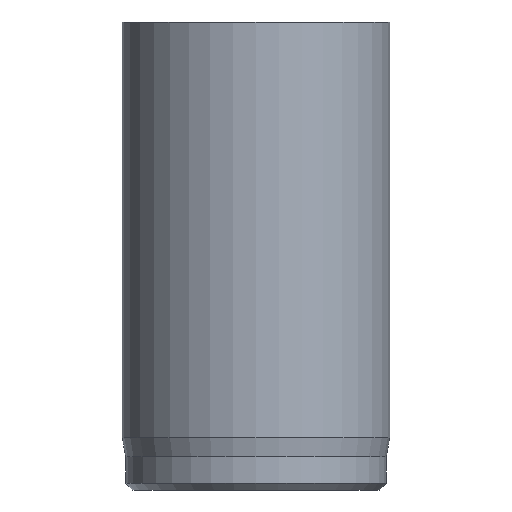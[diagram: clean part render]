
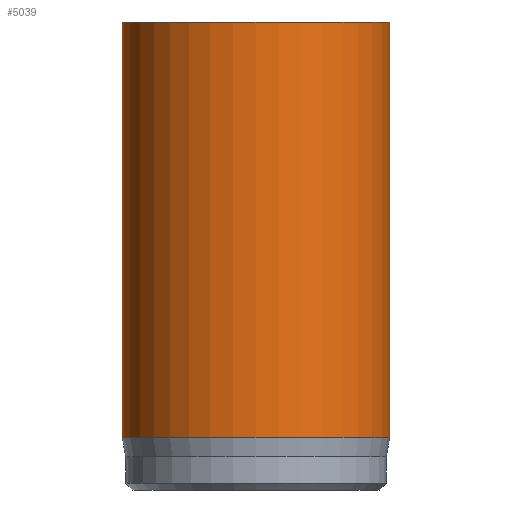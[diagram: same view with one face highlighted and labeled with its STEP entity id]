
A CAD part, front view. The second image highlights one B-rep face of the part: STEP entity #5039.
In plain terms, the highlighted cylindrical face has radius 4 mm (diameter 8 mm), a full revolution.
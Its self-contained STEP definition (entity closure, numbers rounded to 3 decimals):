
#31=CYLINDRICAL_SURFACE('',#5237,4.);
#45=CIRCLE('',#5212,4.);
#57=CIRCLE('',#5235,4.);
#58=CIRCLE('',#5236,4.);
#787=FACE_OUTER_BOUND('',#1079,.T.);
#1079=EDGE_LOOP('',(#4573,#4574,#4575,#4576,#4577));
#1494=LINE('',#9296,#1915);
#1915=VECTOR('',#5914,4.);
#2396=VERTEX_POINT('',#9249);
#2408=VERTEX_POINT('',#9290);
#2409=VERTEX_POINT('',#9291);
#3117=EDGE_CURVE('',#2396,#2396,#45,.T.);
#3135=EDGE_CURVE('',#2408,#2409,#57,.T.);
#3136=EDGE_CURVE('',#2409,#2408,#58,.T.);
#3138=EDGE_CURVE('',#2396,#2408,#1494,.T.);
#4573=ORIENTED_EDGE('',*,*,#3117,.T.);
#4574=ORIENTED_EDGE('',*,*,#3138,.T.);
#4575=ORIENTED_EDGE('',*,*,#3135,.T.);
#4576=ORIENTED_EDGE('',*,*,#3136,.T.);
#4577=ORIENTED_EDGE('',*,*,#3138,.F.);
#5039=ADVANCED_FACE('',(#787),#31,.T.);
#5212=AXIS2_PLACEMENT_3D('',#9250,#5855,#5856);
#5235=AXIS2_PLACEMENT_3D('',#9292,#5907,#5908);
#5236=AXIS2_PLACEMENT_3D('',#9293,#5909,#5910);
#5237=AXIS2_PLACEMENT_3D('',#9295,#5912,#5913);
#5855=DIRECTION('center_axis',(0.,0.,-1.));
#5856=DIRECTION('ref_axis',(-1.,0.,0.));
#5907=DIRECTION('center_axis',(0.,0.,1.));
#5908=DIRECTION('ref_axis',(-1.,0.,0.));
#5909=DIRECTION('center_axis',(0.,0.,1.));
#5910=DIRECTION('ref_axis',(-1.,0.,0.));
#5912=DIRECTION('center_axis',(0.,0.,1.));
#5913=DIRECTION('ref_axis',(-1.,0.,0.));
#5914=DIRECTION('',(0.,0.,-1.));
#9249=CARTESIAN_POINT('',(4.,0.,14.));
#9250=CARTESIAN_POINT('Origin',(0.,0.,14.));
#9290=CARTESIAN_POINT('',(4.,0.,1.567));
#9291=CARTESIAN_POINT('',(-4.,0.,1.567));
#9292=CARTESIAN_POINT('Origin',(0.,0.,1.567));
#9293=CARTESIAN_POINT('Origin',(0.,0.,1.567));
#9295=CARTESIAN_POINT('Origin',(0.,0.,0.));
#9296=CARTESIAN_POINT('',(4.,0.,0.));
